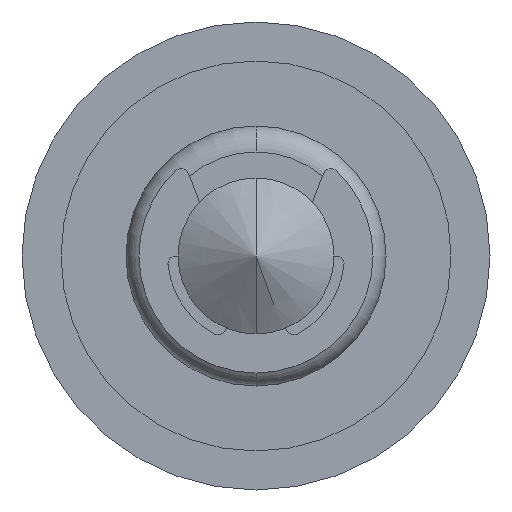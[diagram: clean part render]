
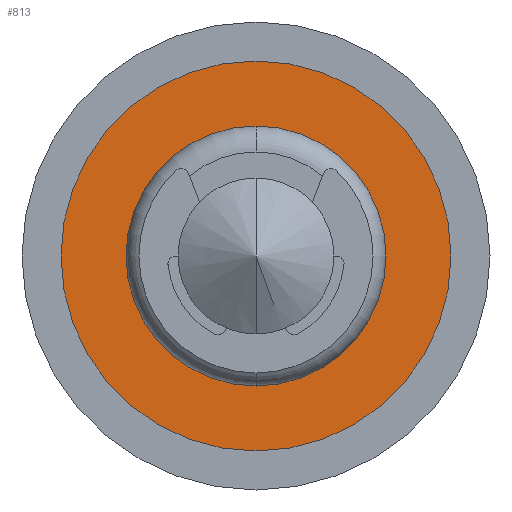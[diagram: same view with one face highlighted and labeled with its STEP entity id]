
A CAD part, front view. The second image highlights one B-rep face of the part: STEP entity #813.
In plain terms, the highlighted planar face has unit normal (0, -1, 0).
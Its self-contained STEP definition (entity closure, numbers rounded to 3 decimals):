
#259 = VERTEX_POINT ( 'NONE', #447 ) ;
#281 = VERTEX_POINT ( 'NONE', #469 ) ;
#283 = VERTEX_POINT ( 'NONE', #471 ) ;
#290 = VERTEX_POINT ( 'NONE', #478 ) ;
#339 = ORIENTED_EDGE ( 'NONE', *, *, #878, .F. ) ;
#341 = ORIENTED_EDGE ( 'NONE', *, *, #843, .F. ) ;
#342 = ORIENTED_EDGE ( 'NONE', *, *, #842, .T. ) ;
#343 = ORIENTED_EDGE ( 'NONE', *, *, #883, .T. ) ;
#360 = EDGE_LOOP ( 'NONE', ( #341, #339 ) ) ;
#367 = EDGE_LOOP ( 'NONE', ( #343, #342 ) ) ;
#447 = CARTESIAN_POINT ( 'NONE',  ( 0., 45.232, 5. ) ) ;
#469 = CARTESIAN_POINT ( 'NONE',  ( 0., 45.232, -7.5 ) ) ;
#471 = CARTESIAN_POINT ( 'NONE',  ( 0., 45.232, -5. ) ) ;
#478 = CARTESIAN_POINT ( 'NONE',  ( 0., 45.232, 7.5 ) ) ;
#694 = CIRCLE ( 'NONE', #1186, 5. ) ;
#697 = CIRCLE ( 'NONE', #1188, 7.5 ) ;
#719 = CIRCLE ( 'NONE', #1158, 7.5 ) ;
#723 = CIRCLE ( 'NONE', #1156, 5. ) ;
#813 = ADVANCED_FACE ( 'NONE', ( #1023, #1083 ), #1546, .T. ) ;
#842 = EDGE_CURVE ( 'NONE', #283, #259, #723, .T. ) ;
#843 = EDGE_CURVE ( 'NONE', #290, #281, #719, .T. ) ;
#878 = EDGE_CURVE ( 'NONE', #281, #290, #697, .T. ) ;
#883 = EDGE_CURVE ( 'NONE', #259, #283, #694, .T. ) ;
#1023 = FACE_BOUND ( 'NONE', #367, .T. ) ;
#1065 = AXIS2_PLACEMENT_3D ( 'NONE', #1547, #1548, #1549 ) ;
#1083 = FACE_OUTER_BOUND ( 'NONE', #360, .T. ) ;
#1156 = AXIS2_PLACEMENT_3D ( 'NONE', #1639, #1640, #1641 ) ;
#1158 = AXIS2_PLACEMENT_3D ( 'NONE', #1642, #1643, #1644 ) ;
#1186 = AXIS2_PLACEMENT_3D ( 'NONE', #1756, #1757, #1758 ) ;
#1188 = AXIS2_PLACEMENT_3D ( 'NONE', #1741, #1742, #1743 ) ;
#1546 = PLANE ( 'NONE',  #1065 ) ;
#1547 = CARTESIAN_POINT ( 'NONE',  ( -7.5, 45.232, 0. ) ) ;
#1548 = DIRECTION ( 'NONE',  ( 0., -1., 0. ) ) ;
#1549 = DIRECTION ( 'NONE',  ( 0., 0., -1. ) ) ;
#1639 = CARTESIAN_POINT ( 'NONE',  ( 0., 45.232, 0. ) ) ;
#1640 = DIRECTION ( 'NONE',  ( 0., 1., 0. ) ) ;
#1641 = DIRECTION ( 'NONE',  ( 0., 0., 1. ) ) ;
#1642 = CARTESIAN_POINT ( 'NONE',  ( 0., 45.232, 0. ) ) ;
#1643 = DIRECTION ( 'NONE',  ( 0., 1., 0. ) ) ;
#1644 = DIRECTION ( 'NONE',  ( 0., 0., 1. ) ) ;
#1741 = CARTESIAN_POINT ( 'NONE',  ( 0., 45.232, 0. ) ) ;
#1742 = DIRECTION ( 'NONE',  ( 0., 1., 0. ) ) ;
#1743 = DIRECTION ( 'NONE',  ( 0., 0., 1. ) ) ;
#1756 = CARTESIAN_POINT ( 'NONE',  ( 0., 45.232, 0. ) ) ;
#1757 = DIRECTION ( 'NONE',  ( 0., 1., 0. ) ) ;
#1758 = DIRECTION ( 'NONE',  ( 0., 0., 1. ) ) ;
